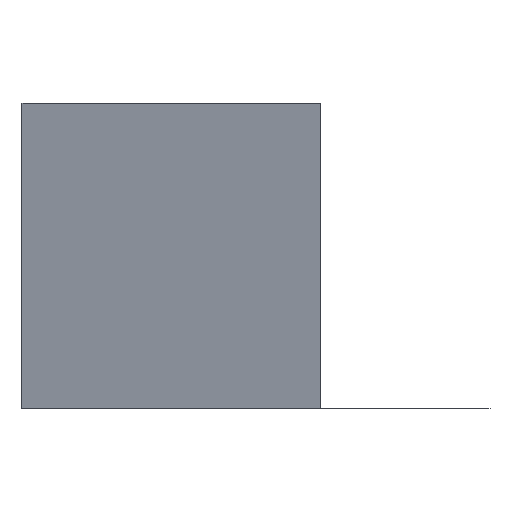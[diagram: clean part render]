
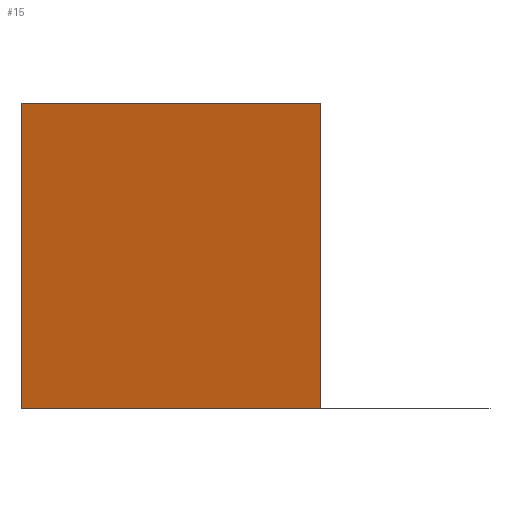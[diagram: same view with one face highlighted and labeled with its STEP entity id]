
A CAD part, left-side view. The second image highlights one B-rep face of the part: STEP entity #15.
In plain terms, the highlighted planar face has unit normal (0.416, 0.909, 0).
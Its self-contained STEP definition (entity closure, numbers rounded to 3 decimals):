
#15=ADVANCED_FACE('',(#17),#58,.T.);
#17=FACE_OUTER_BOUND('',#19,.T.);
#19=EDGE_LOOP('',(#22,#23,#24,#25));
#22=ORIENTED_EDGE('',*,*,#33,.T.);
#23=ORIENTED_EDGE('',*,*,#34,.T.);
#24=ORIENTED_EDGE('',*,*,#35,.F.);
#25=ORIENTED_EDGE('',*,*,#32,.F.);
#32=EDGE_CURVE('',#50,#51,#41,.T.);
#33=EDGE_CURVE('',#50,#52,#42,.T.);
#34=EDGE_CURVE('',#52,#53,#43,.T.);
#35=EDGE_CURVE('',#51,#53,#44,.T.);
#41=B_SPLINE_CURVE_WITH_KNOTS('',1,(#168,#169),.UNSPECIFIED.,.F.,.F.,(2,
2),(0.,8.2),.UNSPECIFIED.);
#42=B_SPLINE_CURVE_WITH_KNOTS('',1,(#170,#171),.UNSPECIFIED.,.F.,.F.,(2,
2),(20.204,39.488),.UNSPECIFIED.);
#43=B_SPLINE_CURVE_WITH_KNOTS('',1,(#172,#173),.UNSPECIFIED.,.F.,.F.,(2,
2),(0.,8.2),.UNSPECIFIED.);
#44=B_SPLINE_CURVE_WITH_KNOTS('',1,(#174,#175),.UNSPECIFIED.,.F.,.F.,(2,
2),(20.204,39.488),.UNSPECIFIED.);
#50=VERTEX_POINT('',#160);
#51=VERTEX_POINT('',#161);
#52=VERTEX_POINT('',#162);
#53=VERTEX_POINT('',#163);
#58=PLANE('',#148);
#148=AXIS2_PLACEMENT_3D('',#158,#153,$);
#153=DIRECTION('',(0.416,0.909,0.));
#158=CARTESIAN_POINT('',(12.986,-2.357,0.));
#160=CARTESIAN_POINT('',(12.986,-2.357,0.));
#161=CARTESIAN_POINT('',(12.986,-2.357,8.2));
#162=CARTESIAN_POINT('',(-4.549,5.666,0.));
#163=CARTESIAN_POINT('',(-4.549,5.666,8.2));
#168=CARTESIAN_POINT('',(12.986,-2.357,0.));
#169=CARTESIAN_POINT('',(12.986,-2.357,8.2));
#170=CARTESIAN_POINT('',(12.986,-2.357,0.));
#171=CARTESIAN_POINT('',(-4.549,5.666,0.));
#172=CARTESIAN_POINT('',(-4.549,5.666,0.));
#173=CARTESIAN_POINT('',(-4.549,5.666,8.2));
#174=CARTESIAN_POINT('',(12.986,-2.357,8.2));
#175=CARTESIAN_POINT('',(-4.549,5.666,8.2));
